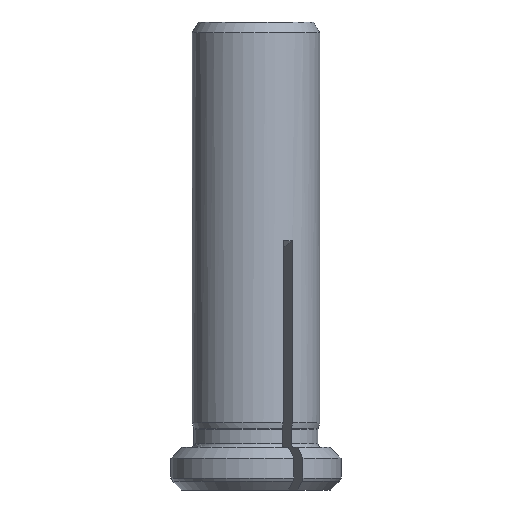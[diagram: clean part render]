
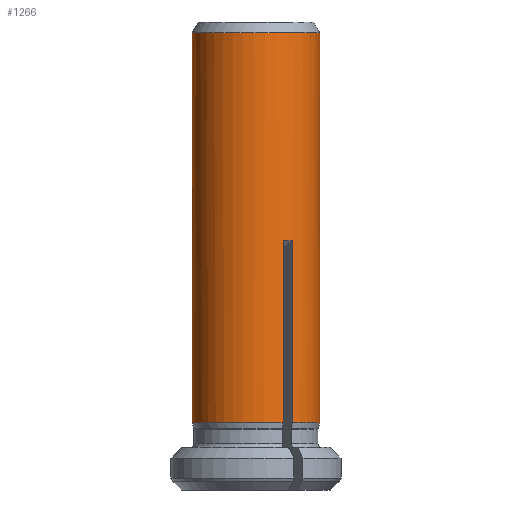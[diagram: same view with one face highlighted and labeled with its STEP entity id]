
A CAD part, front view. The second image highlights one B-rep face of the part: STEP entity #1266.
In plain terms, the highlighted cylindrical face has radius 6 mm (diameter 12 mm), a full revolution.
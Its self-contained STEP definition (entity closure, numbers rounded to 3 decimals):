
#23=ELLIPSE('',#1411,6.385,6.);
#24=ELLIPSE('',#1412,6.385,6.);
#25=ELLIPSE('',#1413,6.385,6.);
#101=LINE('',#2273,#167);
#102=LINE('',#2275,#168);
#103=LINE('',#2279,#169);
#104=LINE('',#2280,#170);
#105=LINE('',#2284,#171);
#106=LINE('',#2285,#172);
#167=VECTOR('',#1713,1000.);
#168=VECTOR('',#1714,1000.);
#169=VECTOR('',#1717,1000.);
#170=VECTOR('',#1718,1000.);
#171=VECTOR('',#1721,1000.);
#172=VECTOR('',#1722,1000.);
#198=CYLINDRICAL_SURFACE('',#1410,6.);
#200=CIRCLE('',#1295,6.);
#215=CIRCLE('',#1323,6.);
#230=CIRCLE('',#1351,6.);
#233=CIRCLE('',#1355,6.);
#483=ORIENTED_EDGE('',*,*,#804,.F.);
#484=ORIENTED_EDGE('',*,*,#720,.T.);
#485=ORIENTED_EDGE('',*,*,#805,.T.);
#486=ORIENTED_EDGE('',*,*,#806,.F.);
#487=ORIENTED_EDGE('',*,*,#807,.F.);
#488=ORIENTED_EDGE('',*,*,#680,.T.);
#489=ORIENTED_EDGE('',*,*,#808,.T.);
#490=ORIENTED_EDGE('',*,*,#809,.F.);
#491=ORIENTED_EDGE('',*,*,#810,.F.);
#492=ORIENTED_EDGE('',*,*,#639,.T.);
#493=ORIENTED_EDGE('',*,*,#811,.T.);
#494=ORIENTED_EDGE('',*,*,#812,.F.);
#495=ORIENTED_EDGE('',*,*,#725,.T.);
#639=EDGE_CURVE('',#828,#826,#200,.T.);
#680=EDGE_CURVE('',#858,#856,#215,.T.);
#720=EDGE_CURVE('',#886,#887,#230,.T.);
#725=EDGE_CURVE('',#891,#891,#233,.T.);
#804=EDGE_CURVE('',#886,#950,#101,.T.);
#805=EDGE_CURVE('',#887,#951,#102,.T.);
#806=EDGE_CURVE('',#952,#951,#23,.F.);
#807=EDGE_CURVE('',#858,#952,#103,.T.);
#808=EDGE_CURVE('',#856,#953,#104,.T.);
#809=EDGE_CURVE('',#954,#953,#24,.F.);
#810=EDGE_CURVE('',#828,#954,#105,.T.);
#811=EDGE_CURVE('',#826,#955,#106,.T.);
#812=EDGE_CURVE('',#950,#955,#25,.F.);
#826=VERTEX_POINT('',#1773);
#828=VERTEX_POINT('',#1776);
#856=VERTEX_POINT('',#1911);
#858=VERTEX_POINT('',#1914);
#886=VERTEX_POINT('',#2046);
#887=VERTEX_POINT('',#2047);
#891=VERTEX_POINT('',#2063);
#950=VERTEX_POINT('',#2274);
#951=VERTEX_POINT('',#2276);
#952=VERTEX_POINT('',#2278);
#953=VERTEX_POINT('',#2281);
#954=VERTEX_POINT('',#2283);
#955=VERTEX_POINT('',#2286);
#1082=EDGE_LOOP('',(#483,#484,#485,#486,#487,#488,#489,#490,#491,#492,#493,
#494));
#1083=EDGE_LOOP('',(#495));
#1171=FACE_BOUND('',#1082,.T.);
#1172=FACE_BOUND('',#1083,.T.);
#1266=ADVANCED_FACE('',(#1171,#1172),#198,.T.);
#1295=AXIS2_PLACEMENT_3D('',#1775,#1433,#1434);
#1323=AXIS2_PLACEMENT_3D('',#1913,#1497,#1498);
#1351=AXIS2_PLACEMENT_3D('',#2045,#1561,#1562);
#1355=AXIS2_PLACEMENT_3D('',#2062,#1569,#1570);
#1410=AXIS2_PLACEMENT_3D('',#2272,#1711,#1712);
#1411=AXIS2_PLACEMENT_3D('',#2277,#1715,#1716);
#1412=AXIS2_PLACEMENT_3D('',#2282,#1719,#1720);
#1413=AXIS2_PLACEMENT_3D('',#2287,#1723,#1724);
#1433=DIRECTION('',(0.,0.,1.));
#1434=DIRECTION('',(1.,0.,0.));
#1497=DIRECTION('',(0.,0.,1.));
#1498=DIRECTION('',(1.,0.,0.));
#1561=DIRECTION('',(0.,0.,1.));
#1562=DIRECTION('',(1.,0.,0.));
#1569=DIRECTION('',(0.,0.,-1.));
#1570=DIRECTION('',(-1.,0.,0.));
#1711=DIRECTION('',(0.,0.,1.));
#1712=DIRECTION('',(1.,0.,0.));
#1713=DIRECTION('',(0.,0.,1.));
#1714=DIRECTION('',(0.,0.,1.));
#1715=DIRECTION('',(0.342,0.,0.94));
#1716=DIRECTION('',(-0.94,0.,0.342));
#1717=DIRECTION('',(0.,0.,1.));
#1718=DIRECTION('',(0.,0.,1.));
#1719=DIRECTION('',(-0.171,0.296,0.94));
#1720=DIRECTION('',(0.47,-0.814,0.342));
#1721=DIRECTION('',(0.,0.,1.));
#1722=DIRECTION('',(0.,0.,1.));
#1723=DIRECTION('',(-0.171,-0.296,0.94));
#1724=DIRECTION('',(0.47,0.814,0.342));
#1773=CARTESIAN_POINT('',(3.423,4.928,6.313));
#1775=CARTESIAN_POINT('',(0.,0.,6.313));
#1776=CARTESIAN_POINT('',(3.423,-4.928,6.313));
#1911=CARTESIAN_POINT('',(2.557,-5.428,6.313));
#1913=CARTESIAN_POINT('',(0.,0.,6.313));
#1914=CARTESIAN_POINT('',(-5.979,-0.5,6.313));
#2045=CARTESIAN_POINT('',(0.,0.,6.313));
#2046=CARTESIAN_POINT('',(2.557,5.428,6.313));
#2047=CARTESIAN_POINT('',(-5.979,0.5,6.313));
#2062=CARTESIAN_POINT('',(0.,0.,42.987));
#2063=CARTESIAN_POINT('',(-6.,0.,42.987));
#2272=CARTESIAN_POINT('',(0.,0.,60.));
#2273=CARTESIAN_POINT('',(2.557,5.428,60.));
#2274=CARTESIAN_POINT('',(2.557,5.428,23.448));
#2275=CARTESIAN_POINT('',(-5.979,0.5,60.));
#2276=CARTESIAN_POINT('',(-5.979,0.5,23.448));
#2277=CARTESIAN_POINT('',(0.,0.,21.272));
#2278=CARTESIAN_POINT('',(-5.979,-0.5,23.448));
#2279=CARTESIAN_POINT('',(-5.979,-0.5,60.));
#2280=CARTESIAN_POINT('',(2.557,-5.428,60.));
#2281=CARTESIAN_POINT('',(2.557,-5.428,23.448));
#2282=CARTESIAN_POINT('',(0.,0.,21.272));
#2283=CARTESIAN_POINT('',(3.423,-4.928,23.448));
#2284=CARTESIAN_POINT('',(3.423,-4.928,60.));
#2285=CARTESIAN_POINT('',(3.423,4.928,60.));
#2286=CARTESIAN_POINT('',(3.423,4.928,23.448));
#2287=CARTESIAN_POINT('',(0.,0.,21.272));
